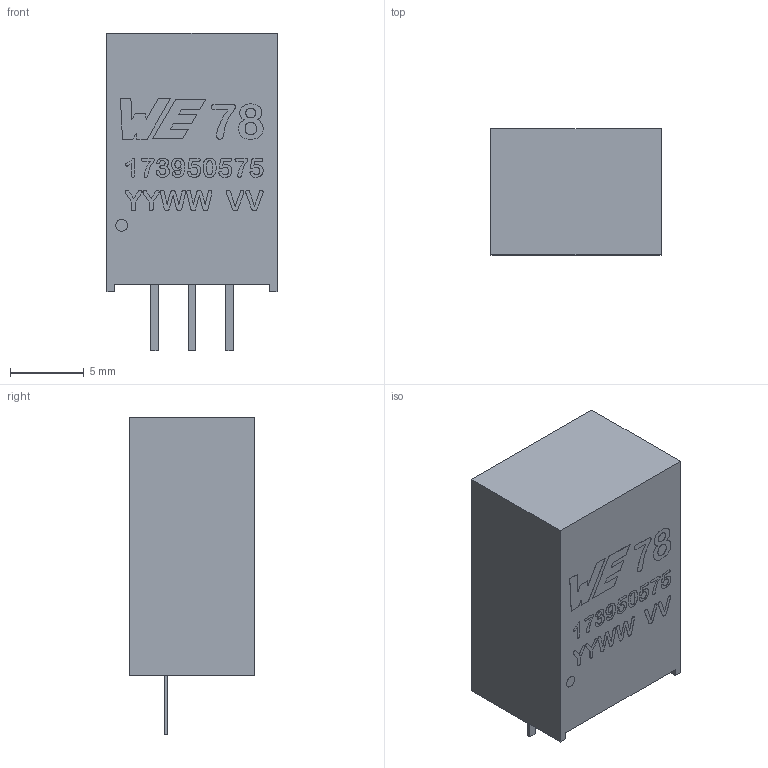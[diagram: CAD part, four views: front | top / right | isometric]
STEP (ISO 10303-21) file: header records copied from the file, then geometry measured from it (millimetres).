
FILE_DESCRIPTION(/* description */ ('Unknown'),/* implementation_level */ '2;1');
FILE_NAME(/* name */ '173950575',/* time_stamp */ '2024-09-25T16:10:45+02:00',/* author */ ('Unknown'),/* organization */ ('Unknown'),/* preprocessor_version */ 'ST-DEVELOPER v19.4',/* originating_system */ 'Solid Edge',/* authorisation */ 'Unknown');
FILE_SCHEMA (('AUTOMOTIVE_DESIGN {1 0 10303 214 3 1 1}'));
Length unit declared in the file: millimetre
Products named in the file (1): 173950575
Bounding box: 11.5 x 8.5 x 21.5 mm (x, y, z)
Volume: 1667.7 mm3; surface area: 915.7 mm2
Topology: 1 solids, 1 shells, 124 faces, 285 edges, 190 vertices
Faces by surface type: plane 83, bspline 40, cylinder 1
Full cylindrical faces by diameter (mm): 0.8 x1
Entity records: 8222 total; most frequent: CARTESIAN_POINT 4838, ORIENTED_EDGE 558, DIRECTION 353, EDGE_CURVE 279, VERTEX_POINT 190, LINE 179, VECTOR 179, EDGE_LOOP 157
